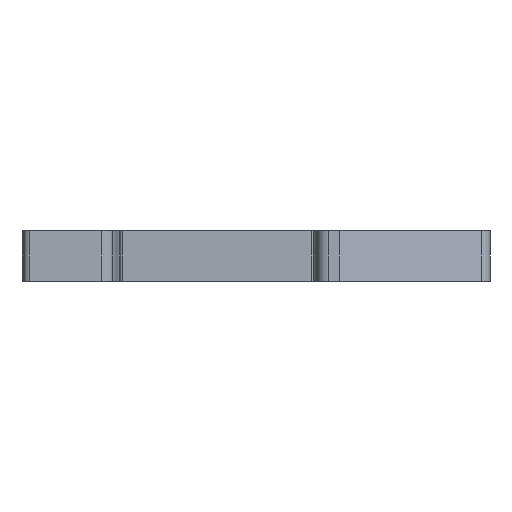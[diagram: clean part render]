
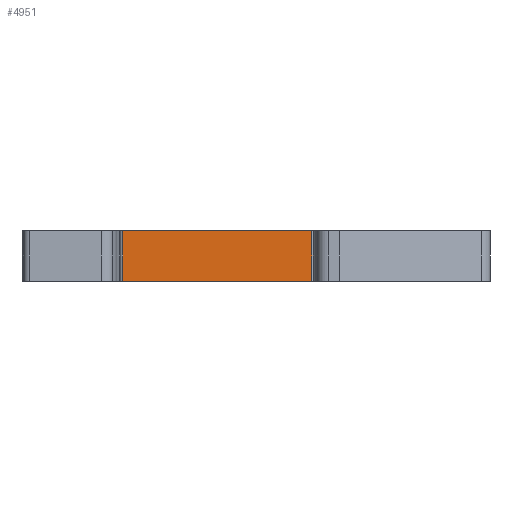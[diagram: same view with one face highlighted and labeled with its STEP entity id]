
A CAD part, front view. The second image highlights one B-rep face of the part: STEP entity #4951.
In plain terms, the highlighted planar face has unit normal (0, -1, 0).
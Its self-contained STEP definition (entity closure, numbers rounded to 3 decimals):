
#758=DIRECTION('',(1.,0.,0.));
#759=VECTOR('',#758,30.895);
#760=CARTESIAN_POINT('',(29.151,53.739,-4.1));
#761=LINE('',#760,#759);
#1124=DIRECTION('',(1.,0.,0.));
#1125=VECTOR('',#1124,30.895);
#1126=CARTESIAN_POINT('',(29.151,53.739,4.1));
#1127=LINE('',#1126,#1125);
#1877=DIRECTION('',(0.,0.,1.));
#1878=VECTOR('',#1877,8.2);
#1879=CARTESIAN_POINT('',(60.046,53.739,-4.1));
#1880=LINE('',#1879,#1878);
#1881=DIRECTION('',(0.,0.,1.));
#1882=VECTOR('',#1881,8.2);
#1883=CARTESIAN_POINT('',(29.151,53.739,-4.1));
#1884=LINE('',#1883,#1882);
#3020=CARTESIAN_POINT('',(29.151,53.739,-4.1));
#3022=VERTEX_POINT('',#3020);
#3023=CARTESIAN_POINT('',(60.046,53.739,-4.1));
#3024=VERTEX_POINT('',#3023);
#3046=CARTESIAN_POINT('',(29.151,53.739,4.1));
#3048=VERTEX_POINT('',#3046);
#3049=CARTESIAN_POINT('',(60.046,53.739,4.1));
#3050=VERTEX_POINT('',#3049);
#4939=CARTESIAN_POINT('',(29.151,53.739,-4.1));
#4940=DIRECTION('',(0.,-1.,0.));
#4941=DIRECTION('',(1.,0.,0.));
#4942=AXIS2_PLACEMENT_3D('',#4939,#4940,#4941);
#4943=PLANE('',#4942);
#4944=ORIENTED_EDGE('',*,*,#3646,.F.);
#4946=ORIENTED_EDGE('',*,*,#4945,.T.);
#4947=ORIENTED_EDGE('',*,*,#3924,.T.);
#4948=ORIENTED_EDGE('',*,*,#4932,.F.);
#4949=EDGE_LOOP('',(#4944,#4946,#4947,#4948));
#4950=FACE_OUTER_BOUND('',#4949,.F.);
#4951=ADVANCED_FACE('',(#4950),#4943,.T.);
#3646=EDGE_CURVE('',#3022,#3024,#761,.T.);
#3924=EDGE_CURVE('',#3048,#3050,#1127,.T.);
#4932=EDGE_CURVE('',#3024,#3050,#1880,.T.);
#4945=EDGE_CURVE('',#3022,#3048,#1884,.T.);
